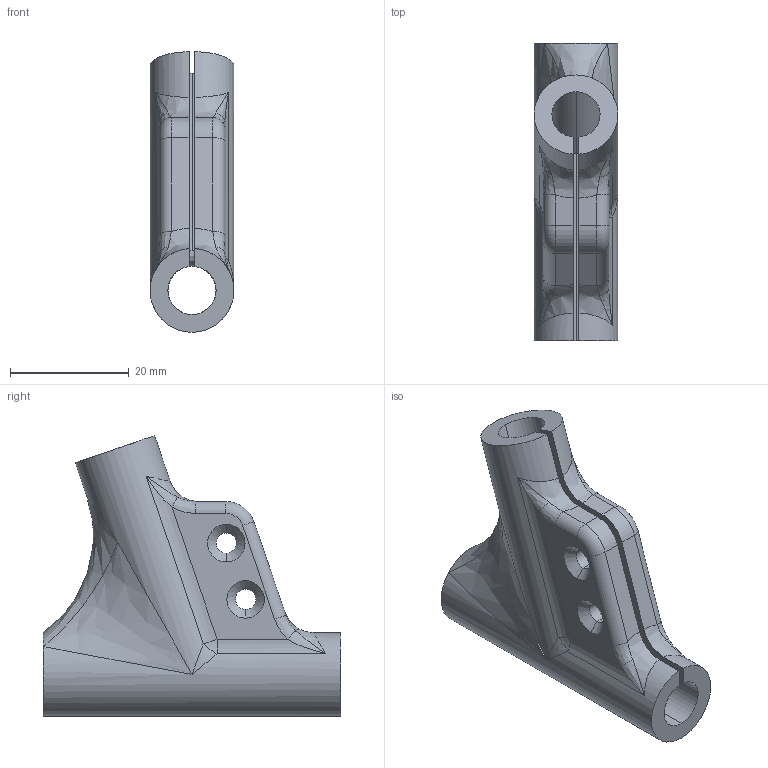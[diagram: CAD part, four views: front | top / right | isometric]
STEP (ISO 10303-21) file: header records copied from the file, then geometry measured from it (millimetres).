
FILE_DESCRIPTION (( 'STEP AP214' ), '1' );
FILE_NAME ('t_holder.STEP', '2023-07-17T12:29:19', ( '' ), ( '' ), 'SwSTEP 2.0', 'SolidWorks 2022', '' );
FILE_SCHEMA (( 'AUTOMOTIVE_DESIGN' ));
Length unit declared in the file: millimetre
Products named in the file (1): t_holder
Bounding box: 14.1 x 50 x 47.17 mm (x, y, z)
Volume: 11997.5 mm3; surface area: 7569.1 mm2
Topology: 1 solids, 1 shells, 79 faces, 208 edges, 120 vertices
Faces by surface type: cylinder 26, plane 25, bspline 20, cone 4, sphere 2, torus 2
Entity records: 3189 total; most frequent: CARTESIAN_POINT 1418, ORIENTED_EDGE 392, DIRECTION 327, EDGE_CURVE 196, VERTEX_POINT 120, AXIS2_PLACEMENT_3D 119, EDGE_LOOP 90, VECTOR 89
